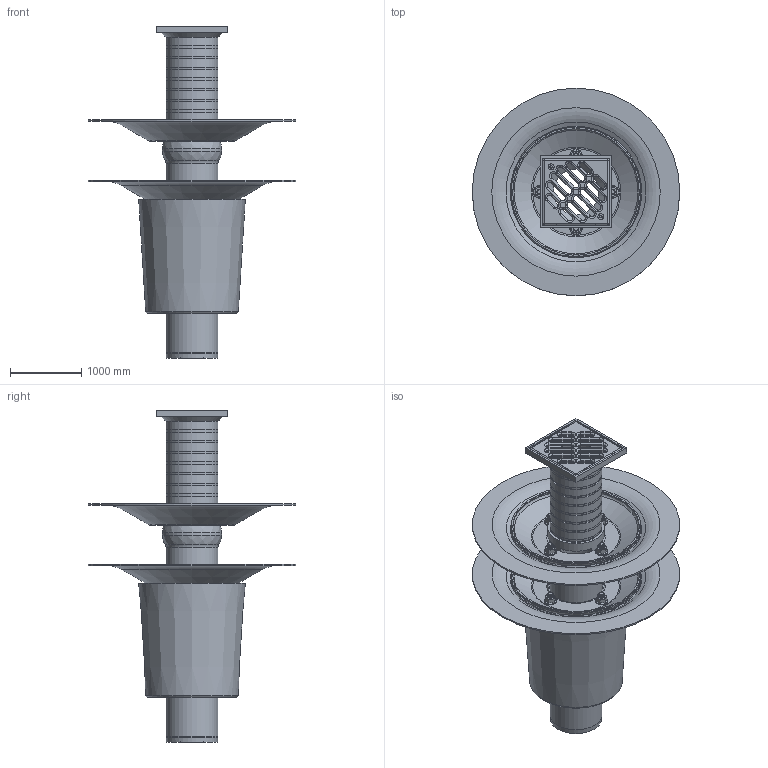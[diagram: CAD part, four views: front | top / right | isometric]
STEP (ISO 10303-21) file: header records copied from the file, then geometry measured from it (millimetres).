
FILE_DESCRIPTION(/* description */ (''),/* implementation_level */ '2;1');
FILE_NAME(/* name */ '19260.070X_3D.stp',/* time_stamp */ '2025-11-11T10:22:37+01:00',/* author */ ('d.brandes'),/* organization */ (''),/* preprocessor_version */ 'ST-DEVELOPER v20.1',/* originating_system */ 'AutoCAD Mechanical',/* authorisation */ '');
FILE_SCHEMA (('AUTOMOTIVE_DESIGN { 1 0 10303 214 3 1 1 }'));
Length unit declared in the file: centimetre
Products named in the file (2): Product; *S0
Assembly tree (1 placements, depth 2):
  Product
    *S0
Bounding box: 2920 x 2920 x 4670.87 mm (x, y, z)
Volume: 1929973028 mm3; surface area: 87940584.4 mm2
Topology: 29 solids, 29 shells, 857 faces, 1916 edges, 1158 vertices
Faces by surface type: plane 256, cone 255, cylinder 236, torus 90, bspline 12, sphere 8
Full cylindrical faces by diameter (mm): 35 x2, 66.47 x8, 80 x8, 85 x2, 110 x8, 706 x2, 720 x8, 729.925 x1, 730 x12, 734 x1, 756 x2, 760 x1, 764 x1, 788 x1, 800 x1, 808 x2, 814 x1, 820 x2, 832 x1, 838 x1, 850 x1, 950 x1, 1070 x1, 2920 x2
Entity records: 25352 total; most frequent: CARTESIAN_POINT 5854, DIRECTION 4302, ORIENTED_EDGE 3830, EDGE_CURVE 1915, AXIS2_PLACEMENT_3D 1762, VERTEX_POINT 1156, EDGE_LOOP 977, CIRCLE 914
